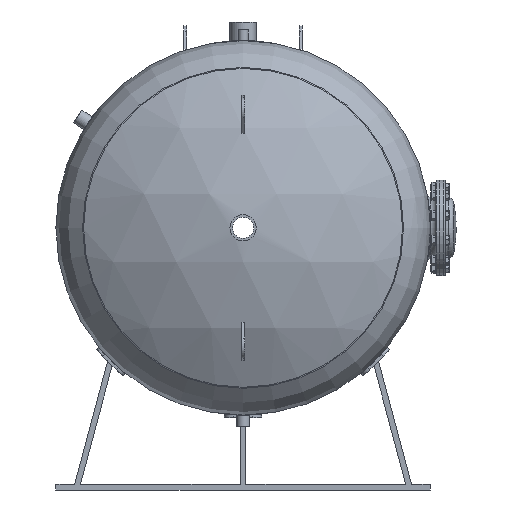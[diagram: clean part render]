
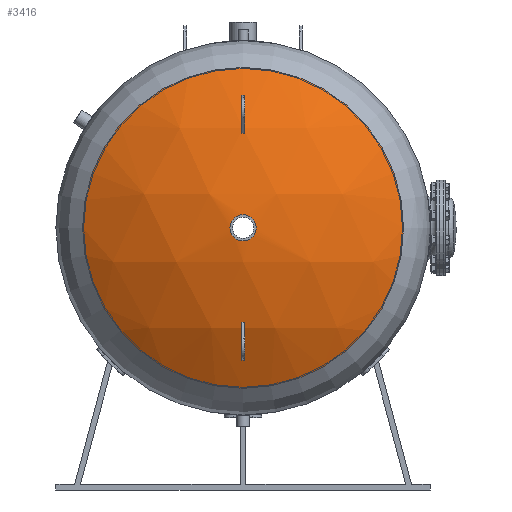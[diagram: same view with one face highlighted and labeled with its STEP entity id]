
A CAD part, left-side view. The second image highlights one B-rep face of the part: STEP entity #3416.
In plain terms, the highlighted spherical face has radius 800 mm.
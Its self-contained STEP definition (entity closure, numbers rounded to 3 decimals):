
#12=SPHERICAL_SURFACE('',#3859,800.);
#803=CIRCLE('',#3852,35.);
#807=CIRCLE('',#3860,428.483);
#987=FACE_BOUND('',#1547,.T.);
#1180=FACE_OUTER_BOUND('',#1546,.T.);
#1546=EDGE_LOOP('',(#3080));
#1547=EDGE_LOOP('',(#3081));
#1902=VERTEX_POINT('',#7409);
#1906=VERTEX_POINT('',#7421);
#2299=EDGE_CURVE('',#1902,#1902,#803,.T.);
#2303=EDGE_CURVE('',#1906,#1906,#807,.T.);
#3080=ORIENTED_EDGE('',*,*,#2303,.F.);
#3081=ORIENTED_EDGE('',*,*,#2299,.T.);
#3416=ADVANCED_FACE('',(#1180,#987),#12,.T.);
#3852=AXIS2_PLACEMENT_3D('',#7410,#4824,#4825);
#3859=AXIS2_PLACEMENT_3D('',#7420,#4838,#4839);
#3860=AXIS2_PLACEMENT_3D('',#7422,#4840,#4841);
#4824=DIRECTION('center_axis',(0.,-1.,0.));
#4825=DIRECTION('ref_axis',(-1.,0.,0.));
#4838=DIRECTION('center_axis',(0.,0.,1.));
#4839=DIRECTION('ref_axis',(1.,0.,0.));
#4840=DIRECTION('center_axis',(0.,-1.,0.));
#4841=DIRECTION('ref_axis',(1.,0.,0.));
#7409=CARTESIAN_POINT('',(35.,269.234,0.));
#7410=CARTESIAN_POINT('Origin',(0.,269.234,0.));
#7420=CARTESIAN_POINT('Origin',(0.,-530.,0.));
#7421=CARTESIAN_POINT('',(428.483,145.576,0.));
#7422=CARTESIAN_POINT('Origin',(0.,145.576,0.));
